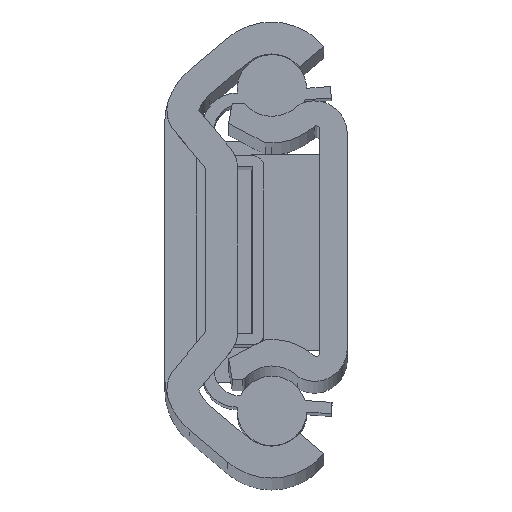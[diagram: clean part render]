
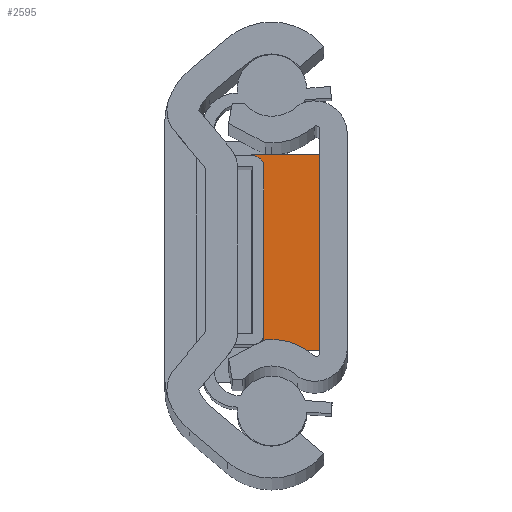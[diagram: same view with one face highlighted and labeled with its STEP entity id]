
A CAD part, top view. The second image highlights one B-rep face of the part: STEP entity #2595.
In plain terms, the highlighted face is planar.
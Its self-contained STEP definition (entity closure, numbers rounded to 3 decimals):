
#241 = EDGE_CURVE ( 'NONE', #5556, #4172, #4600, .T. ) ;
#262 = AXIS2_PLACEMENT_3D ( 'NONE', #3398, #853, #1281 ) ;
#570 = VECTOR ( 'NONE', #3800, 1000. ) ;
#596 = LINE ( 'NONE', #2832, #856 ) ;
#645 = EDGE_LOOP ( 'NONE', ( #3688, #1025, #3554, #2537 ) ) ;
#691 = EDGE_CURVE ( 'NONE', #857, #1047, #596, .T. ) ;
#750 = LINE ( 'NONE', #2507, #570 ) ;
#853 = DIRECTION ( 'NONE',  ( 0., 0., 1. ) ) ;
#856 = VECTOR ( 'NONE', #4629, 1000. ) ;
#857 = VERTEX_POINT ( 'NONE', #2157 ) ;
#862 = VECTOR ( 'NONE', #3509, 1000. ) ;
#898 = EDGE_CURVE ( 'NONE', #5556, #857, #1519, .T. ) ;
#1025 = ORIENTED_EDGE ( 'NONE', *, *, #3713, .F. ) ;
#1047 = VERTEX_POINT ( 'NONE', #4288 ) ;
#1058 = FACE_OUTER_BOUND ( 'NONE', #645, .T. ) ;
#1281 = DIRECTION ( 'NONE',  ( 1., 0., 0. ) ) ;
#1306 = CARTESIAN_POINT ( 'NONE',  ( -4.2, 4.3, 147.3 ) ) ;
#1519 = LINE ( 'NONE', #1306, #2648 ) ;
#1923 = CARTESIAN_POINT ( 'NONE',  ( -4.2, 4.3, 147.3 ) ) ;
#2157 = CARTESIAN_POINT ( 'NONE',  ( -1.2, 4.3, 147.3 ) ) ;
#2507 = CARTESIAN_POINT ( 'NONE',  ( -4.2, -4.3, 147.3 ) ) ;
#2537 = ORIENTED_EDGE ( 'NONE', *, *, #898, .T. ) ;
#2542 = PLANE ( 'NONE',  #262 ) ;
#2595 = ADVANCED_FACE ( 'NONE', ( #1058 ), #2542, .F. ) ;
#2648 = VECTOR ( 'NONE', #4710, 1000. ) ;
#2832 = CARTESIAN_POINT ( 'NONE',  ( -1.2, 4.3, 147.3 ) ) ;
#3159 = CARTESIAN_POINT ( 'NONE',  ( -4.2, 4.3, 147.3 ) ) ;
#3398 = CARTESIAN_POINT ( 'NONE',  ( -4.2, 4.3, 147.3 ) ) ;
#3509 = DIRECTION ( 'NONE',  ( 0., -1., 0. ) ) ;
#3554 = ORIENTED_EDGE ( 'NONE', *, *, #241, .F. ) ;
#3686 = CARTESIAN_POINT ( 'NONE',  ( -4.2, -4.3, 147.3 ) ) ;
#3688 = ORIENTED_EDGE ( 'NONE', *, *, #691, .T. ) ;
#3713 = EDGE_CURVE ( 'NONE', #4172, #1047, #750, .T. ) ;
#3800 = DIRECTION ( 'NONE',  ( 1., 0., 0. ) ) ;
#4172 = VERTEX_POINT ( 'NONE', #3686 ) ;
#4288 = CARTESIAN_POINT ( 'NONE',  ( -1.2, -4.3, 147.3 ) ) ;
#4600 = LINE ( 'NONE', #3159, #862 ) ;
#4629 = DIRECTION ( 'NONE',  ( 0., -1., 0. ) ) ;
#4710 = DIRECTION ( 'NONE',  ( 1., 0., 0. ) ) ;
#5556 = VERTEX_POINT ( 'NONE', #1923 ) ;
